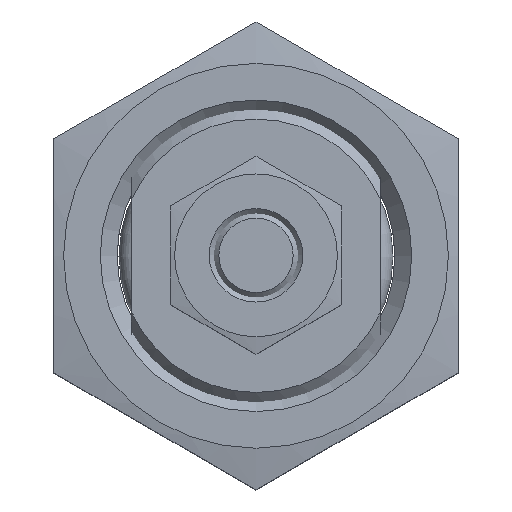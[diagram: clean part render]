
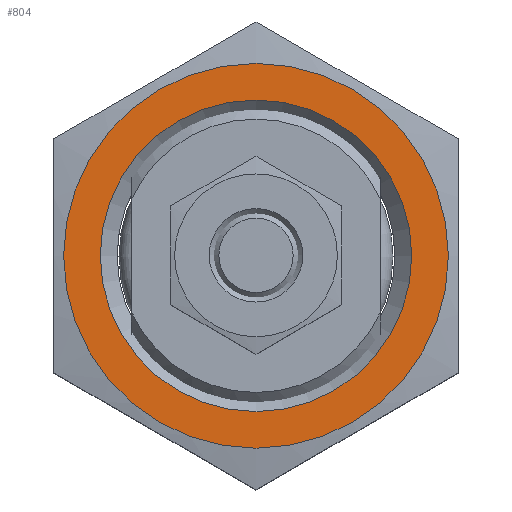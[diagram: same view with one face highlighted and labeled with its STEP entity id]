
A CAD part, top view. The second image highlights one B-rep face of the part: STEP entity #804.
In plain terms, the highlighted face is planar.
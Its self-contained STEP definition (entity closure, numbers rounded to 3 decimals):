
#68=PLANE('',#944);
#289=ORIENTED_EDGE('',*,*,#415,.T.);
#290=ORIENTED_EDGE('',*,*,#416,.F.);
#415=EDGE_CURVE('',#495,#495,#549,.T.);
#416=EDGE_CURVE('',#496,#496,#550,.T.);
#495=VERTEX_POINT('',#1432);
#496=VERTEX_POINT('',#1434);
#549=CIRCLE('',#945,5.);
#550=CIRCLE('',#946,6.175);
#621=EDGE_LOOP('',(#289));
#622=EDGE_LOOP('',(#290));
#715=FACE_BOUND('',#621,.T.);
#716=FACE_BOUND('',#622,.T.);
#804=ADVANCED_FACE('',(#715,#716),#68,.T.);
#944=AXIS2_PLACEMENT_3D('',#1430,#1135,#1136);
#945=AXIS2_PLACEMENT_3D('',#1431,#1137,#1138);
#946=AXIS2_PLACEMENT_3D('',#1433,#1139,#1140);
#1135=DIRECTION('',(-1.,0.,0.));
#1136=DIRECTION('',(0.,0.,1.));
#1137=DIRECTION('',(1.,0.,0.));
#1138=DIRECTION('',(0.,0.,-1.));
#1139=DIRECTION('',(1.,0.,0.));
#1140=DIRECTION('',(0.,0.,-1.));
#1430=CARTESIAN_POINT('',(0.,6.175,0.));
#1431=CARTESIAN_POINT('',(0.,0.,0.));
#1432=CARTESIAN_POINT('',(0.,0.,-5.));
#1433=CARTESIAN_POINT('',(0.,0.,0.));
#1434=CARTESIAN_POINT('',(0.,0.,-6.175));
